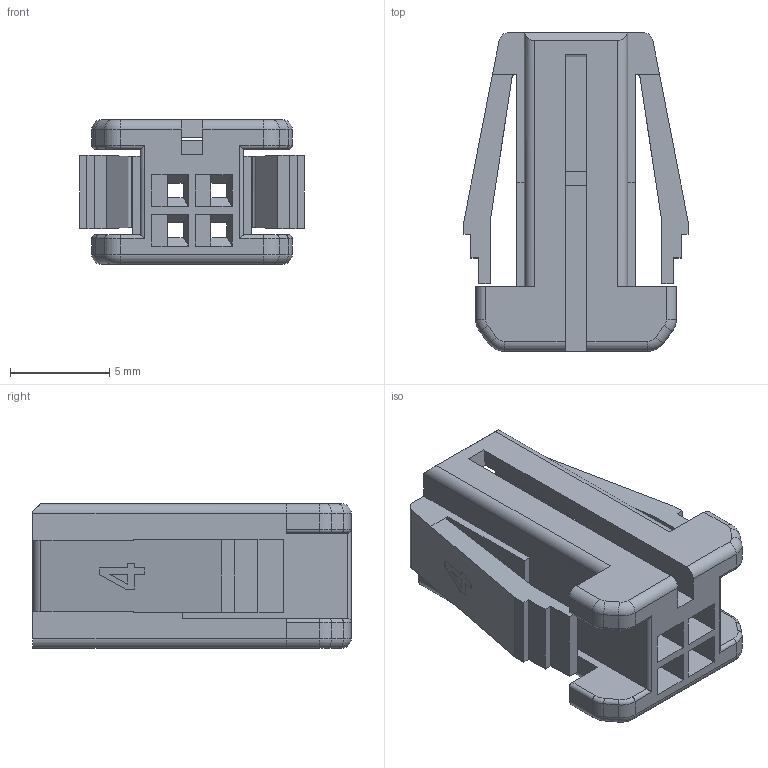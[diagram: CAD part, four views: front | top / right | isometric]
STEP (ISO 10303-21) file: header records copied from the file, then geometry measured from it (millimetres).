
FILE_DESCRIPTION(('CoCreate Modeling STEP Export'),'2;1');
FILE_NAME('DF62P-4EP-2.2C.stp','2013-12-06T16:34:21',(''),(''),'CoCreate Modeling STEP processor for AP214 (Solid Model)','CoCreate Modeling 17.0 01-Apr-2010 (C) Parametric Technology GmbH','');
FILE_SCHEMA(('AUTOMOTIVE_DESIGN { 1 0 10303 214 1 1 1 1 }'));
Length unit declared in the file: millimetre
Products named in the file (1): DF62P-4EP-2.2C
Bounding box: 11.3 x 16.05 x 7.3 mm (x, y, z)
Volume: 464.3 mm3; surface area: 1204.1 mm2
Topology: 1 solids, 1 shells, 207 faces, 550 edges, 348 vertices
Faces by surface type: plane 150, cylinder 41, torus 16
Entity records: 6325 total; most frequent: CARTESIAN_POINT 1100, ORIENTED_EDGE 1100, DIRECTION 1051, EDGE_CURVE 550, VECTOR 453, LINE 453, VERTEX_POINT 348, AXIS2_PLACEMENT_3D 299
